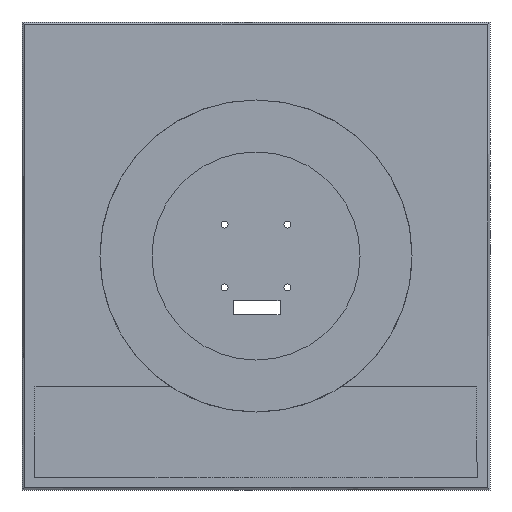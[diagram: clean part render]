
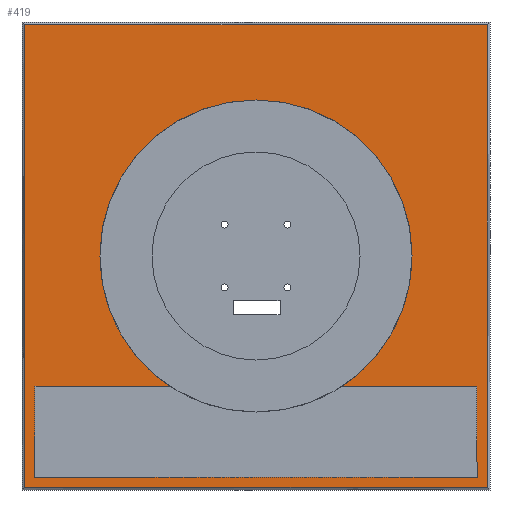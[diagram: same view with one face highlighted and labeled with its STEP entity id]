
A CAD part, front view. The second image highlights one B-rep face of the part: STEP entity #419.
In plain terms, the highlighted planar face has unit normal (0, -1, 0).
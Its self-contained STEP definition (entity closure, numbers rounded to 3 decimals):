
#40 = CARTESIAN_POINT ( 'NONE',  ( -47.175, 16.033, 0. ) ) ;
#74 = CARTESIAN_POINT ( 'NONE',  ( -49.395, 16.033, 49.395 ) ) ;
#82 = ORIENTED_EDGE ( 'NONE', *, *, #1713, .T. ) ;
#125 = CIRCLE ( 'NONE', #440, 33.3 ) ;
#138 = EDGE_CURVE ( 'NONE', #1341, #245, #1526, .T. ) ;
#146 = CARTESIAN_POINT ( 'NONE',  ( 0., 16.033, 0. ) ) ;
#160 = DIRECTION ( 'NONE',  ( 0., 0., 1. ) ) ;
#179 = VECTOR ( 'NONE', #1475, 1000. ) ;
#191 = PLANE ( 'NONE',  #1100 ) ;
#196 = DIRECTION ( 'NONE',  ( 0., 0., -1. ) ) ;
#245 = VERTEX_POINT ( 'NONE', #74 ) ;
#276 = VERTEX_POINT ( 'NONE', #1694 ) ;
#282 = VECTOR ( 'NONE', #708, 1000. ) ;
#304 = LINE ( 'NONE', #1000, #1695 ) ;
#330 = DIRECTION ( 'NONE',  ( 0., -1., 0. ) ) ;
#331 = VERTEX_POINT ( 'NONE', #911 ) ;
#335 = CARTESIAN_POINT ( 'NONE',  ( 47.175, 16.033, 0. ) ) ;
#343 = AXIS2_PLACEMENT_3D ( 'NONE', #146, #673, #1080 ) ;
#368 = DIRECTION ( 'NONE',  ( 0., 0., -1. ) ) ;
#392 = EDGE_CURVE ( 'NONE', #1075, #1019, #1359, .T. ) ;
#402 = VECTOR ( 'NONE', #160, 1000. ) ;
#407 = CIRCLE ( 'NONE', #343, 33.3 ) ;
#419 = ADVANCED_FACE ( 'NONE', ( #1301, #1416 ), #191, .T. ) ;
#436 = DIRECTION ( 'NONE',  ( 0., 0., -1. ) ) ;
#440 = AXIS2_PLACEMENT_3D ( 'NONE', #897, #621, #368 ) ;
#465 = VERTEX_POINT ( 'NONE', #1277 ) ;
#469 = EDGE_CURVE ( 'NONE', #1147, #1341, #304, .T. ) ;
#476 = EDGE_CURVE ( 'NONE', #1205, #1075, #860, .T. ) ;
#483 = CARTESIAN_POINT ( 'NONE',  ( -47.175, 16.033, -47.175 ) ) ;
#515 = ORIENTED_EDGE ( 'NONE', *, *, #138, .F. ) ;
#530 = CARTESIAN_POINT ( 'NONE',  ( -18.407, 16.033, -27.75 ) ) ;
#536 = ORIENTED_EDGE ( 'NONE', *, *, #1488, .F. ) ;
#610 = LINE ( 'NONE', #335, #1384 ) ;
#621 = DIRECTION ( 'NONE',  ( 0., -1., 0. ) ) ;
#670 = ORIENTED_EDGE ( 'NONE', *, *, #864, .F. ) ;
#673 = DIRECTION ( 'NONE',  ( 0., -1., 0. ) ) ;
#708 = DIRECTION ( 'NONE',  ( -1., 0., 0. ) ) ;
#710 = EDGE_CURVE ( 'NONE', #952, #1019, #407, .T. ) ;
#724 = ORIENTED_EDGE ( 'NONE', *, *, #929, .T. ) ;
#739 = ORIENTED_EDGE ( 'NONE', *, *, #392, .T. ) ;
#790 = EDGE_LOOP ( 'NONE', ( #1470, #515, #1490, #670 ) ) ;
#814 = DIRECTION ( 'NONE',  ( 1., 0., 0. ) ) ;
#841 = CARTESIAN_POINT ( 'NONE',  ( -49.395, 16.033, 0. ) ) ;
#860 = LINE ( 'NONE', #40, #1614 ) ;
#864 = EDGE_CURVE ( 'NONE', #465, #1147, #1052, .T. ) ;
#888 = ORIENTED_EDGE ( 'NONE', *, *, #476, .T. ) ;
#897 = CARTESIAN_POINT ( 'NONE',  ( 0., 16.033, 0. ) ) ;
#911 = CARTESIAN_POINT ( 'NONE',  ( 47.175, 16.033, -47.175 ) ) ;
#925 = CARTESIAN_POINT ( 'NONE',  ( 0., 16.033, -27.75 ) ) ;
#929 = EDGE_CURVE ( 'NONE', #276, #331, #610, .T. ) ;
#941 = EDGE_CURVE ( 'NONE', #245, #465, #1316, .T. ) ;
#952 = VERTEX_POINT ( 'NONE', #1568 ) ;
#966 = CARTESIAN_POINT ( 'NONE',  ( -47.175, 16.033, -27.75 ) ) ;
#1000 = CARTESIAN_POINT ( 'NONE',  ( 0., 16.033, -49.395 ) ) ;
#1013 = CARTESIAN_POINT ( 'NONE',  ( 49.395, 16.033, -49.395 ) ) ;
#1016 = EDGE_CURVE ( 'NONE', #1418, #276, #1629, .T. ) ;
#1019 = VERTEX_POINT ( 'NONE', #530 ) ;
#1052 = LINE ( 'NONE', #1161, #1252 ) ;
#1075 = VERTEX_POINT ( 'NONE', #966 ) ;
#1080 = DIRECTION ( 'NONE',  ( 0., 0., -1. ) ) ;
#1100 = AXIS2_PLACEMENT_3D ( 'NONE', #1398, #330, #436 ) ;
#1147 = VERTEX_POINT ( 'NONE', #1013 ) ;
#1161 = CARTESIAN_POINT ( 'NONE',  ( 49.395, 16.033, 0. ) ) ;
#1184 = ORIENTED_EDGE ( 'NONE', *, *, #1016, .T. ) ;
#1198 = DIRECTION ( 'NONE',  ( 1., 0., 0. ) ) ;
#1205 = VERTEX_POINT ( 'NONE', #483 ) ;
#1252 = VECTOR ( 'NONE', #1464, 1000. ) ;
#1277 = CARTESIAN_POINT ( 'NONE',  ( 49.395, 16.033, 49.395 ) ) ;
#1300 = VECTOR ( 'NONE', #814, 1000. ) ;
#1301 = FACE_OUTER_BOUND ( 'NONE', #790, .T. ) ;
#1316 = LINE ( 'NONE', #1433, #1758 ) ;
#1341 = VERTEX_POINT ( 'NONE', #1556 ) ;
#1359 = LINE ( 'NONE', #1462, #1300 ) ;
#1384 = VECTOR ( 'NONE', #196, 1000. ) ;
#1394 = CARTESIAN_POINT ( 'NONE',  ( 0., 16.033, -47.175 ) ) ;
#1398 = CARTESIAN_POINT ( 'NONE',  ( 0., 16.033, 0. ) ) ;
#1416 = FACE_BOUND ( 'NONE', #1513, .T. ) ;
#1418 = VERTEX_POINT ( 'NONE', #1683 ) ;
#1421 = DIRECTION ( 'NONE',  ( -1., 0., 0. ) ) ;
#1433 = CARTESIAN_POINT ( 'NONE',  ( 0., 16.033, 49.395 ) ) ;
#1462 = CARTESIAN_POINT ( 'NONE',  ( 0., 16.033, -27.75 ) ) ;
#1463 = ORIENTED_EDGE ( 'NONE', *, *, #710, .F. ) ;
#1464 = DIRECTION ( 'NONE',  ( 0., 0., -1. ) ) ;
#1470 = ORIENTED_EDGE ( 'NONE', *, *, #941, .F. ) ;
#1475 = DIRECTION ( 'NONE',  ( 1., 0., 0. ) ) ;
#1488 = EDGE_CURVE ( 'NONE', #1418, #952, #125, .T. ) ;
#1490 = ORIENTED_EDGE ( 'NONE', *, *, #469, .F. ) ;
#1513 = EDGE_LOOP ( 'NONE', ( #888, #739, #1463, #536, #1184, #724, #82 ) ) ;
#1526 = LINE ( 'NONE', #841, #402 ) ;
#1552 = LINE ( 'NONE', #1394, #282 ) ;
#1556 = CARTESIAN_POINT ( 'NONE',  ( -49.395, 16.033, -49.395 ) ) ;
#1568 = CARTESIAN_POINT ( 'NONE',  ( 0., 16.033, 33.3 ) ) ;
#1614 = VECTOR ( 'NONE', #1677, 1000. ) ;
#1629 = LINE ( 'NONE', #925, #179 ) ;
#1677 = DIRECTION ( 'NONE',  ( 0., 0., 1. ) ) ;
#1683 = CARTESIAN_POINT ( 'NONE',  ( 18.407, 16.033, -27.75 ) ) ;
#1694 = CARTESIAN_POINT ( 'NONE',  ( 47.175, 16.033, -27.75 ) ) ;
#1695 = VECTOR ( 'NONE', #1421, 1000. ) ;
#1713 = EDGE_CURVE ( 'NONE', #331, #1205, #1552, .T. ) ;
#1758 = VECTOR ( 'NONE', #1198, 1000. ) ;
